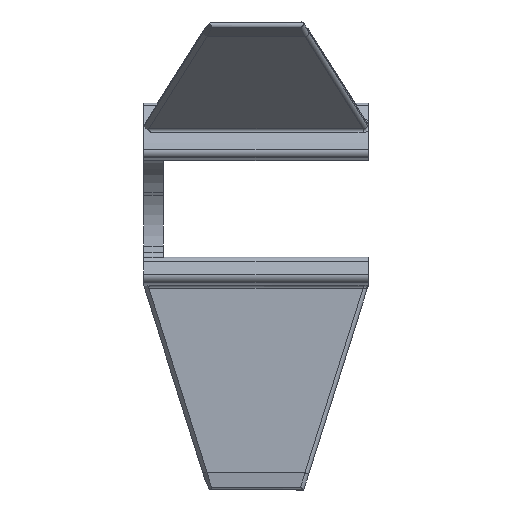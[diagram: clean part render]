
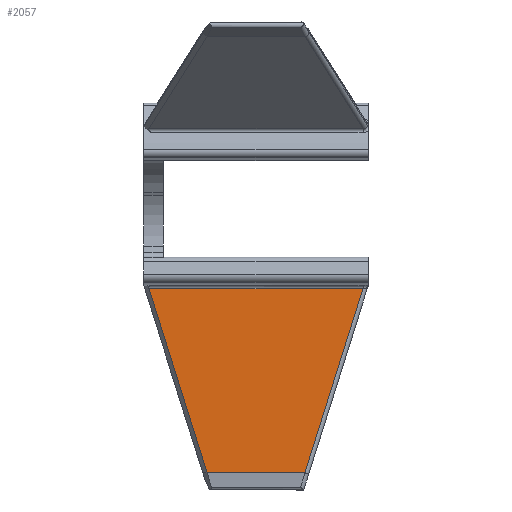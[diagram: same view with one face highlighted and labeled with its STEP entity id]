
A CAD part, left-side view. The second image highlights one B-rep face of the part: STEP entity #2057.
In plain terms, the highlighted planar face has unit normal (-1, 0, 0).
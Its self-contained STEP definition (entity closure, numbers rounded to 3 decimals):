
#102=PLANE('',#2223);
#182=FACE_OUTER_BOUND('',#293,.T.);
#293=EDGE_LOOP('',(#1506,#1507,#1508,#1509));
#433=LINE('',#3608,#599);
#434=LINE('',#3701,#600);
#436=LINE('',#3709,#602);
#437=LINE('',#3710,#603);
#599=VECTOR('',#2615,10.);
#600=VECTOR('',#2618,10.);
#602=VECTOR('',#2626,10.);
#603=VECTOR('',#2627,10.);
#896=VERTEX_POINT('',#3601);
#899=VERTEX_POINT('',#3606);
#903=VERTEX_POINT('',#3700);
#906=VERTEX_POINT('',#3708);
#1140=EDGE_CURVE('',#899,#896,#433,.T.);
#1145=EDGE_CURVE('',#896,#903,#434,.T.);
#1149=EDGE_CURVE('',#906,#899,#436,.T.);
#1150=EDGE_CURVE('',#906,#903,#437,.T.);
#1506=ORIENTED_EDGE('',*,*,#1140,.F.);
#1507=ORIENTED_EDGE('',*,*,#1149,.F.);
#1508=ORIENTED_EDGE('',*,*,#1150,.T.);
#1509=ORIENTED_EDGE('',*,*,#1145,.F.);
#2057=ADVANCED_FACE('',(#182),#102,.T.);
#2223=AXIS2_PLACEMENT_3D('',#3707,#2624,#2625);
#2615=DIRECTION('',(0.,-1.,0.));
#2618=DIRECTION('',(0.,0.301,-0.954));
#2624=DIRECTION('center_axis',(-1.,0.,0.));
#2625=DIRECTION('ref_axis',(0.,0.,-1.));
#2626=DIRECTION('',(0.,0.301,0.954));
#2627=DIRECTION('',(0.,-1.,0.));
#3601=CARTESIAN_POINT('',(-1.5,-63.893,-33.407));
#3606=CARTESIAN_POINT('',(-1.5,1.393,-33.407));
#3608=CARTESIAN_POINT('',(-1.5,3.,-33.407));
#3700=CARTESIAN_POINT('',(-1.5,-46.179,-89.587));
#3701=CARTESIAN_POINT('',(-1.5,-50.17,-76.929));
#3707=CARTESIAN_POINT('Origin',(-1.5,3.,-32.465));
#3708=CARTESIAN_POINT('',(-1.5,-16.321,-89.587));
#3709=CARTESIAN_POINT('',(-1.5,1.808,-32.09));
#3710=CARTESIAN_POINT('',(-1.5,3.,-89.587));
